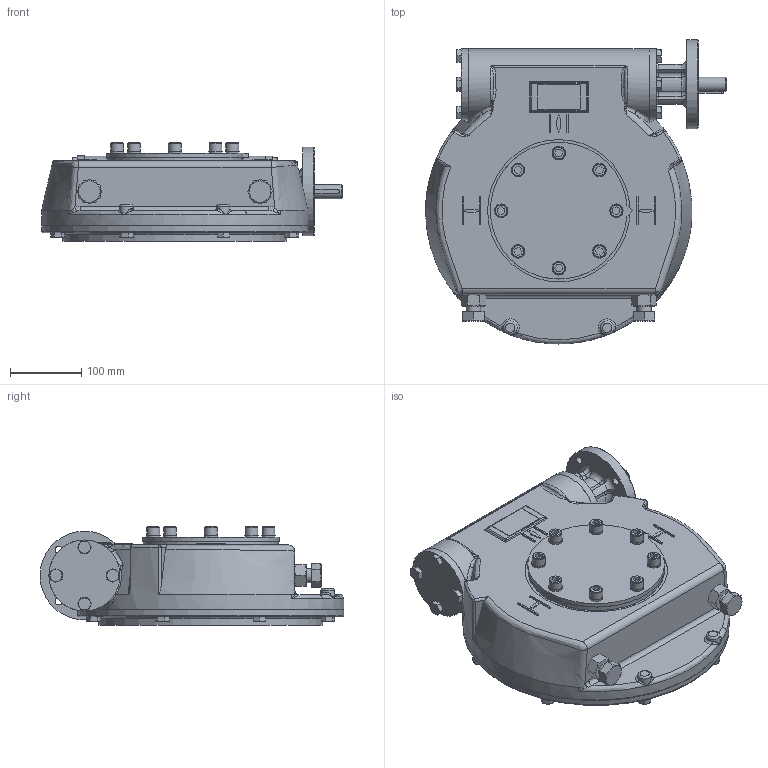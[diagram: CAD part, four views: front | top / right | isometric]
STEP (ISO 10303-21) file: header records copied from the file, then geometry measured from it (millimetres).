
FILE_DESCRIPTION(/* description */ ('Unknown'),/* implementation_level */ '2;1');
FILE_NAME(/* name */ 'PUB-IW6FB-F10-F25',/* time_stamp */ '2016-06-28T09:02:21+01:00',/* author */ ('Unknown'),/* organization */ ('Unknown'),/* preprocessor_version */ 'ST-DEVELOPER v16',/* originating_system */ 'DEX',/* authorisation */ $);
FILE_SCHEMA (('AUTOMOTIVE_DESIGN {1 0 10303 214 3 1 1}'));
Length unit declared in the file: millimetre
Products named in the file (1): PUB-IW6FB-F10-F25
Bounding box: 423.23 x 427.61 x 138.65 mm (x, y, z)
Surface area: 597611.5 mm2 (no closed solid volume)
Topology: 0 solids, 59 shells, 753 faces, 2023 edges, 1312 vertices
Faces by surface type: plane 342, cone 155, cylinder 126, bspline 85, torus 35, sphere 10
Full cylindrical faces by diameter (mm): 10.5 x4, 11 x8, 13.835 x8, 18 x8, 19 x10, 20 x3, 30 x1, 30.4 x1, 40.5 x1, 70.05 x1, 100 x2, 125 x1, 130 x1, 190 x1
Entity records: 40009 total; most frequent: CARTESIAN_POINT 20796, ORIENTED_EDGE 3303, DIRECTION 3097, EDGE_CURVE 1863, VERTEX_POINT 1281, AXIS2_PLACEMENT_3D 1215, FACE_BOUND 1003, EDGE_LOOP 995
